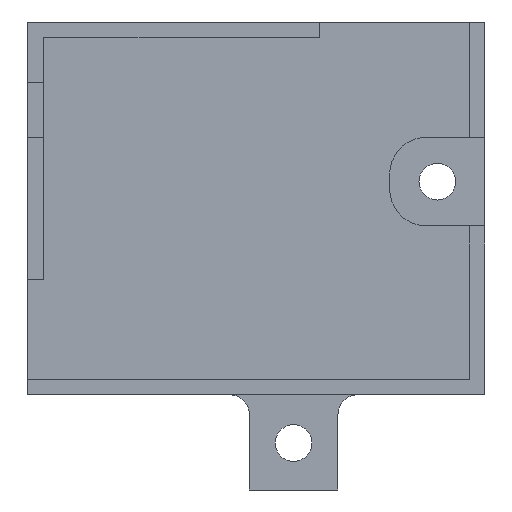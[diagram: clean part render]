
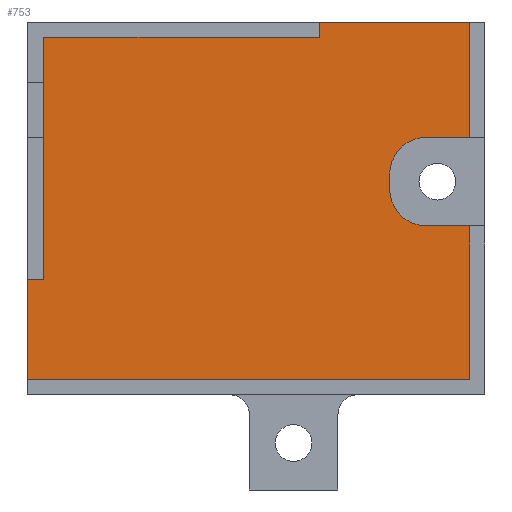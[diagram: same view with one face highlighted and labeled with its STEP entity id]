
A CAD part, left-side view. The second image highlights one B-rep face of the part: STEP entity #753.
In plain terms, the highlighted planar face has unit normal (-1, 0, 0).
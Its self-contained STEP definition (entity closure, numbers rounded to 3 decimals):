
#35=PLANE('',#816);
#72=FACE_OUTER_BOUND('',#114,.T.);
#114=EDGE_LOOP('',(#594,#595,#596,#597,#598,#599,#600,#601,#602,#603,#604,
#605,#606,#607));
#159=LINE('',#1101,#249);
#165=LINE('',#1116,#255);
#178=LINE('',#1144,#268);
#187=LINE('',#1162,#277);
#189=LINE('',#1166,#279);
#191=LINE('',#1170,#281);
#193=LINE('',#1174,#283);
#194=LINE('',#1176,#284);
#195=LINE('',#1177,#285);
#196=LINE('',#1179,#286);
#197=LINE('',#1181,#287);
#198=LINE('',#1182,#288);
#249=VECTOR('',#889,10.);
#255=VECTOR('',#903,10.);
#268=VECTOR('',#924,10.);
#277=VECTOR('',#939,10.);
#279=VECTOR('',#943,10.);
#281=VECTOR('',#947,10.);
#283=VECTOR('',#951,10.);
#284=VECTOR('',#952,10.);
#285=VECTOR('',#953,10.);
#286=VECTOR('',#954,10.);
#287=VECTOR('',#955,10.);
#288=VECTOR('',#956,10.);
#329=CIRCLE('',#801,2.2);
#331=CIRCLE('',#805,2.2);
#356=VERTEX_POINT('',#1094);
#357=VERTEX_POINT('',#1096);
#358=VERTEX_POINT('',#1100);
#362=VERTEX_POINT('',#1109);
#363=VERTEX_POINT('',#1111);
#373=VERTEX_POINT('',#1141);
#374=VERTEX_POINT('',#1143);
#380=VERTEX_POINT('',#1161);
#381=VERTEX_POINT('',#1165);
#382=VERTEX_POINT('',#1169);
#383=VERTEX_POINT('',#1173);
#384=VERTEX_POINT('',#1175);
#385=VERTEX_POINT('',#1178);
#386=VERTEX_POINT('',#1180);
#429=EDGE_CURVE('',#356,#357,#329,.F.);
#431=EDGE_CURVE('',#357,#358,#159,.T.);
#436=EDGE_CURVE('',#362,#363,#331,.F.);
#439=EDGE_CURVE('',#363,#356,#165,.T.);
#452=EDGE_CURVE('',#374,#373,#178,.T.);
#461=EDGE_CURVE('',#373,#380,#187,.T.);
#463=EDGE_CURVE('',#381,#374,#189,.T.);
#465=EDGE_CURVE('',#382,#381,#191,.T.);
#467=EDGE_CURVE('',#383,#380,#193,.T.);
#468=EDGE_CURVE('',#383,#384,#194,.T.);
#469=EDGE_CURVE('',#384,#358,#195,.T.);
#470=EDGE_CURVE('',#385,#362,#196,.T.);
#471=EDGE_CURVE('',#385,#386,#197,.T.);
#472=EDGE_CURVE('',#382,#386,#198,.T.);
#594=ORIENTED_EDGE('',*,*,#465,.T.);
#595=ORIENTED_EDGE('',*,*,#463,.T.);
#596=ORIENTED_EDGE('',*,*,#452,.T.);
#597=ORIENTED_EDGE('',*,*,#461,.T.);
#598=ORIENTED_EDGE('',*,*,#467,.F.);
#599=ORIENTED_EDGE('',*,*,#468,.T.);
#600=ORIENTED_EDGE('',*,*,#469,.T.);
#601=ORIENTED_EDGE('',*,*,#431,.F.);
#602=ORIENTED_EDGE('',*,*,#429,.F.);
#603=ORIENTED_EDGE('',*,*,#439,.F.);
#604=ORIENTED_EDGE('',*,*,#436,.F.);
#605=ORIENTED_EDGE('',*,*,#470,.F.);
#606=ORIENTED_EDGE('',*,*,#471,.T.);
#607=ORIENTED_EDGE('',*,*,#472,.F.);
#753=ADVANCED_FACE('',(#72),#35,.F.);
#801=AXIS2_PLACEMENT_3D('',#1097,#884,#885);
#805=AXIS2_PLACEMENT_3D('',#1112,#897,#898);
#816=AXIS2_PLACEMENT_3D('',#1172,#949,#950);
#884=DIRECTION('center_axis',(1.,0.,0.));
#885=DIRECTION('ref_axis',(0.,0.707,-0.707));
#889=DIRECTION('',(0.,-1.,0.));
#897=DIRECTION('center_axis',(1.,0.,0.));
#898=DIRECTION('ref_axis',(0.,0.707,0.707));
#903=DIRECTION('',(0.,0.,-1.));
#924=DIRECTION('',(0.,0.,-1.));
#939=DIRECTION('',(0.,1.,0.));
#943=DIRECTION('',(0.,1.,0.));
#947=DIRECTION('',(0.,0.,-1.));
#949=DIRECTION('center_axis',(1.,0.,0.));
#950=DIRECTION('ref_axis',(0.,1.,0.));
#951=DIRECTION('',(0.,0.,1.));
#952=DIRECTION('',(0.,-1.,0.));
#953=DIRECTION('',(0.,0.,1.));
#954=DIRECTION('',(0.,1.,0.));
#955=DIRECTION('',(0.,0.,1.));
#956=DIRECTION('',(0.,-1.,0.));
#1094=CARTESIAN_POINT('',(-12.117,-10.8,48.8));
#1096=CARTESIAN_POINT('',(-12.117,-13.,46.6));
#1097=CARTESIAN_POINT('Origin',(-12.117,-13.,48.8));
#1100=CARTESIAN_POINT('',(-12.117,-15.6,46.6));
#1101=CARTESIAN_POINT('',(-12.117,-10.8,46.6));
#1109=CARTESIAN_POINT('',(-12.117,-13.,51.9));
#1111=CARTESIAN_POINT('',(-12.117,-10.8,49.7));
#1112=CARTESIAN_POINT('Origin',(-12.117,-13.,49.7));
#1116=CARTESIAN_POINT('',(-12.117,-10.8,51.9));
#1141=CARTESIAN_POINT('',(-12.117,9.9,43.4));
#1143=CARTESIAN_POINT('',(-12.117,9.9,57.9));
#1144=CARTESIAN_POINT('',(-12.117,9.9,52.775));
#1161=CARTESIAN_POINT('',(-12.117,10.9,43.4));
#1162=CARTESIAN_POINT('',(-12.117,3.55,43.4));
#1165=CARTESIAN_POINT('',(-12.117,-6.6,57.9));
#1166=CARTESIAN_POINT('',(-12.117,-4.7,57.9));
#1169=CARTESIAN_POINT('',(-12.117,-6.6,58.8));
#1170=CARTESIAN_POINT('',(-12.117,-6.6,53.225));
#1172=CARTESIAN_POINT('Origin',(-12.117,-2.8,47.65));
#1173=CARTESIAN_POINT('',(-12.117,10.9,37.4));
#1174=CARTESIAN_POINT('',(-12.117,10.9,37.4));
#1175=CARTESIAN_POINT('',(-12.117,-15.6,37.4));
#1176=CARTESIAN_POINT('',(-12.117,4.05,37.4));
#1177=CARTESIAN_POINT('',(-12.117,-15.6,42.525));
#1178=CARTESIAN_POINT('',(-12.117,-15.6,51.9));
#1179=CARTESIAN_POINT('',(-12.117,-16.5,51.9));
#1180=CARTESIAN_POINT('',(-12.117,-15.6,58.8));
#1181=CARTESIAN_POINT('',(-12.117,-15.6,49.775));
#1182=CARTESIAN_POINT('',(-12.117,19.958,58.8));
